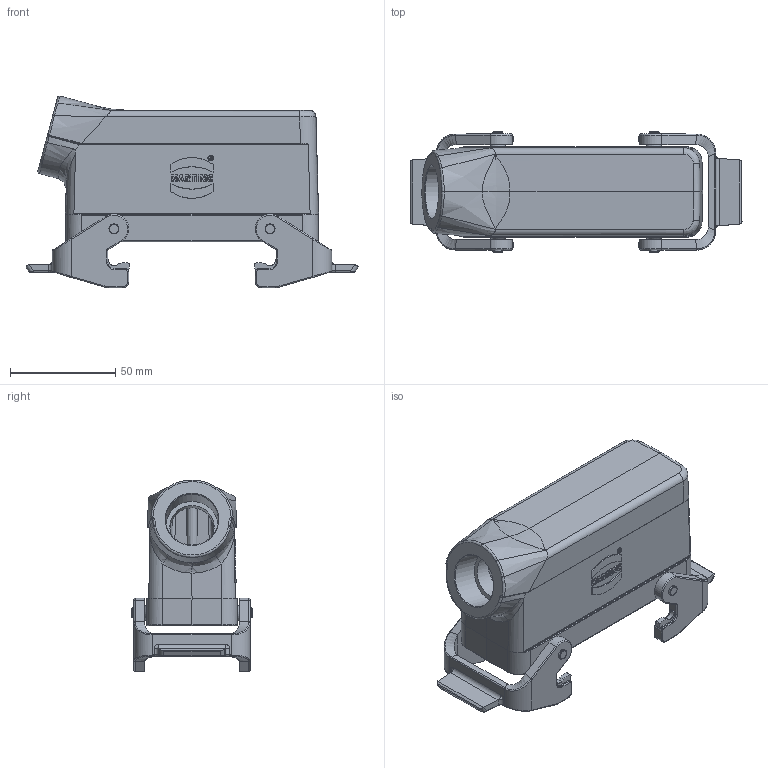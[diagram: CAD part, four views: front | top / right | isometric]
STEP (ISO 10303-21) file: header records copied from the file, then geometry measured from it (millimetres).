
FILE_DESCRIPTION(/* description */ (''),/* implementation_level */ '2;1');
FILE_NAME(/* name */ '100094876ugm000_c.stp',/* time_stamp */ '2017-11-06T08:05:10+01:00',/* author */ (''),/* organization */ (''),/* preprocessor_version */ 'ST-DEVELOPER v16',/* originating_system */ 'SIEMENS PLM Software NX 10.0',/* authorisation */ '');
FILE_SCHEMA (('AUTOMOTIVE_DESIGN { 1 0 10303 214 3 1 1 1 }'));
Length unit declared in the file: millimetre
Products named in the file (1): 100094876ugm000_c
Bounding box: 157.4 x 57.2 x 90.91 mm (x, y, z)
Volume: 109318.7 mm3; surface area: 60561.4 mm2
Topology: 1 solids, 1 shells, 644 faces, 2131 edges, 2035 vertices
Faces by surface type: plane 240, cylinder 197, bspline 178, cone 19, torus 10
Full cylindrical faces by diameter (mm): 3 x4, 21 x1, 25 x1
Entity records: 31844 total; most frequent: CARTESIAN_POINT 11947, ORIENTED_EDGE 3104, DIRECTION 2800, EDGE_CURVE 1552, VERTEX_POINT 966, LINE 944, VECTOR 944, AXIS2_PLACEMENT_3D 928
